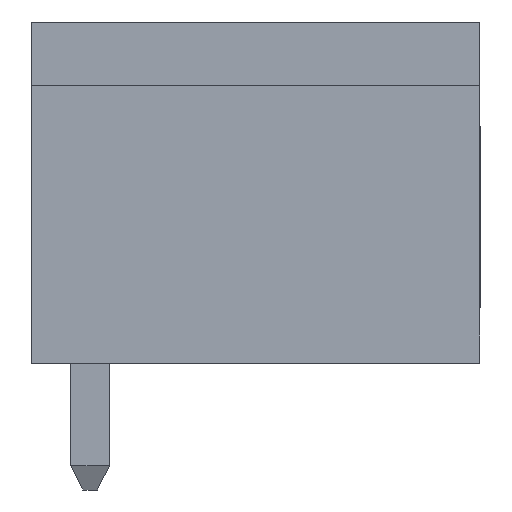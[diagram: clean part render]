
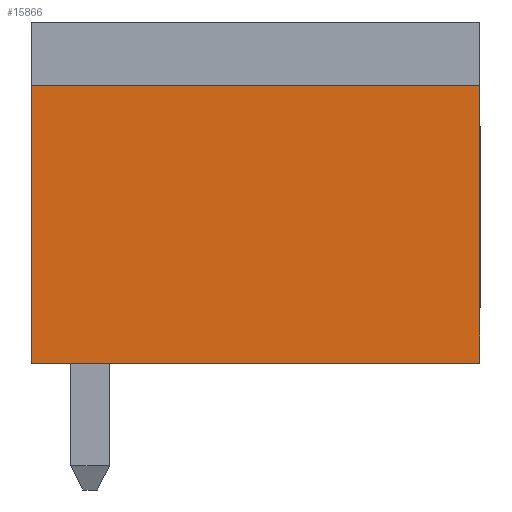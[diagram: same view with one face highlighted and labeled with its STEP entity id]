
A CAD part, left-side view. The second image highlights one B-rep face of the part: STEP entity #15866.
In plain terms, the highlighted planar face has unit normal (-1, 0, 0).
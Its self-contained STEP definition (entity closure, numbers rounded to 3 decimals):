
#4094=ORIENTED_EDGE('',*,*,#6739,.F.);
#4095=ORIENTED_EDGE('',*,*,#6838,.F.);
#4096=ORIENTED_EDGE('',*,*,#6712,.F.);
#4097=ORIENTED_EDGE('',*,*,#6659,.F.);
#6659=EDGE_CURVE('',#8383,#8384,#10295,.T.);
#6712=EDGE_CURVE('',#8384,#8431,#10336,.T.);
#6739=EDGE_CURVE('',#8451,#8383,#10359,.T.);
#6838=EDGE_CURVE('',#8431,#8451,#10455,.T.);
#8383=VERTEX_POINT('',#24576);
#8384=VERTEX_POINT('',#24578);
#8431=VERTEX_POINT('',#24681);
#8451=VERTEX_POINT('',#24732);
#10295=LINE('',#24577,#12313);
#10336=LINE('',#24680,#12354);
#10359=LINE('',#24733,#12377);
#10455=LINE('',#24932,#12473);
#12313=VECTOR('',#20062,1000.);
#12354=VECTOR('',#20133,1000.);
#12377=VECTOR('',#20174,1000.);
#12473=VECTOR('',#20370,1000.);
#13512=EDGE_LOOP('',(#4094,#4095,#4096,#4097));
#14391=FACE_BOUND('',#13512,.T.);
#15122=PLANE('',#16856);
#15866=ADVANCED_FACE('',(#14391),#15122,.F.);
#16856=AXIS2_PLACEMENT_3D('',#24933,#20371,#20372);
#20062=DIRECTION('',(0.,1.,0.));
#20133=DIRECTION('',(0.,0.,1.));
#20174=DIRECTION('',(0.,0.,-1.));
#20370=DIRECTION('',(0.,-1.,0.));
#20371=DIRECTION('',(1.,0.,0.));
#20372=DIRECTION('',(0.,0.,-1.));
#24576=CARTESIAN_POINT('',(-26.15,0.,-3.5));
#24577=CARTESIAN_POINT('',(-26.15,0.,-3.5));
#24578=CARTESIAN_POINT('',(-26.15,9.2,-3.5));
#24680=CARTESIAN_POINT('',(-26.15,9.2,-3.5));
#24681=CARTESIAN_POINT('',(-26.15,9.2,2.2));
#24732=CARTESIAN_POINT('',(-26.15,0.,2.2));
#24733=CARTESIAN_POINT('',(-26.15,0.,2.2));
#24932=CARTESIAN_POINT('',(-26.15,9.2,2.2));
#24933=CARTESIAN_POINT('',(-26.15,0.,0.));
